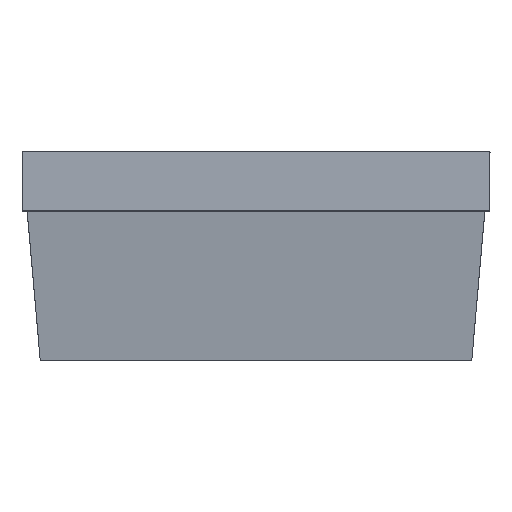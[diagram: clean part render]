
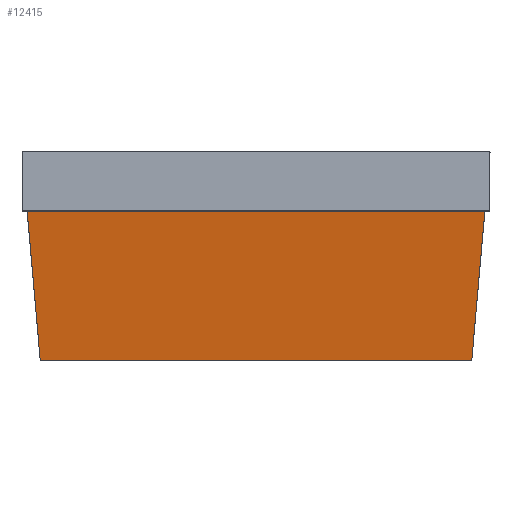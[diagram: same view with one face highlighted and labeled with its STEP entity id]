
A CAD part, top view. The second image highlights one B-rep face of the part: STEP entity #12415.
In plain terms, the highlighted planar face has unit normal (0, -0.122, 0.993).
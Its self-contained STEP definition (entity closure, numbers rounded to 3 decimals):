
#90 = PLANE ( 'NONE',  #12675 ) ;
#313 = CARTESIAN_POINT ( 'NONE',  ( 0., -4.45, 4.21 ) ) ;
#710 = VERTEX_POINT ( 'NONE', #11666 ) ;
#1239 = CARTESIAN_POINT ( 'NONE',  ( 0., -4.45, 4.21 ) ) ;
#1321 = FACE_OUTER_BOUND ( 'NONE', #2930, .T. ) ;
#1465 = CARTESIAN_POINT ( 'NONE',  ( -4.566, -4.955, 4.147 ) ) ;
#2323 = DIRECTION ( 'NONE',  ( -1., 0., 0. ) ) ;
#2930 = EDGE_LOOP ( 'NONE', ( #7898, #9695, #4399, #8729 ) ) ;
#3107 = EDGE_CURVE ( 'NONE', #710, #9351, #8716, .T. ) ;
#3150 = DIRECTION ( 'NONE',  ( -1., 0., 0. ) ) ;
#4399 = ORIENTED_EDGE ( 'NONE', *, *, #3107, .F. ) ;
#4631 = LINE ( 'NONE', #5558, #5519 ) ;
#4690 = CARTESIAN_POINT ( 'NONE',  ( -4.889, -1.27, 4.6 ) ) ;
#5267 = VERTEX_POINT ( 'NONE', #12914 ) ;
#5519 = VECTOR ( 'NONE', #10592, 1000. ) ;
#5558 = CARTESIAN_POINT ( 'NONE',  ( 4.566, -4.955, 4.147 ) ) ;
#5956 = EDGE_CURVE ( 'NONE', #9351, #8732, #7801, .T. ) ;
#6769 = DIRECTION ( 'NONE',  ( 1., 0., 0. ) ) ;
#7773 = VECTOR ( 'NONE', #8660, 1000. ) ;
#7801 = LINE ( 'NONE', #10801, #8605 ) ;
#7898 = ORIENTED_EDGE ( 'NONE', *, *, #9288, .F. ) ;
#8605 = VECTOR ( 'NONE', #6769, 1000. ) ;
#8660 = DIRECTION ( 'NONE',  ( -0.087, 0.989, 0.121 ) ) ;
#8716 = LINE ( 'NONE', #1465, #7773 ) ;
#8729 = ORIENTED_EDGE ( 'NONE', *, *, #12180, .F. ) ;
#8732 = VERTEX_POINT ( 'NONE', #9630 ) ;
#9288 = EDGE_CURVE ( 'NONE', #8732, #5267, #4631, .T. ) ;
#9351 = VERTEX_POINT ( 'NONE', #4690 ) ;
#9460 = DIRECTION ( 'NONE',  ( 0., 0.122, -0.993 ) ) ;
#9630 = CARTESIAN_POINT ( 'NONE',  ( 4.889, -1.27, 4.6 ) ) ;
#9695 = ORIENTED_EDGE ( 'NONE', *, *, #5956, .F. ) ;
#10592 = DIRECTION ( 'NONE',  ( -0.087, -0.989, -0.121 ) ) ;
#10801 = CARTESIAN_POINT ( 'NONE',  ( -5., -1.27, 4.6 ) ) ;
#11666 = CARTESIAN_POINT ( 'NONE',  ( -4.611, -4.45, 4.21 ) ) ;
#11809 = VECTOR ( 'NONE', #3150, 1000. ) ;
#12180 = EDGE_CURVE ( 'NONE', #5267, #710, #12486, .T. ) ;
#12415 = ADVANCED_FACE ( 'NONE', ( #1321 ), #90, .F. ) ;
#12486 = LINE ( 'NONE', #313, #11809 ) ;
#12675 = AXIS2_PLACEMENT_3D ( 'NONE', #1239, #9460, #2323 ) ;
#12914 = CARTESIAN_POINT ( 'NONE',  ( 4.611, -4.45, 4.21 ) ) ;
